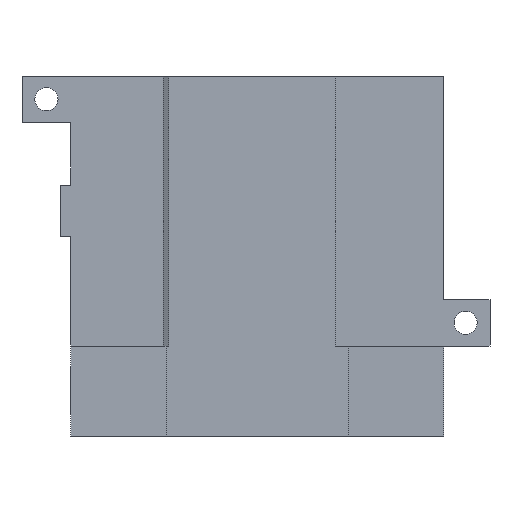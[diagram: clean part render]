
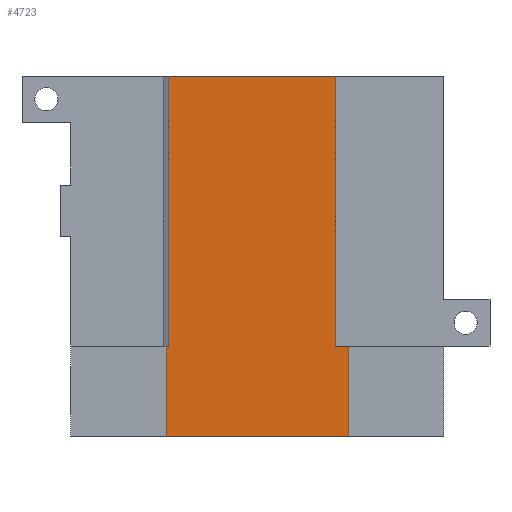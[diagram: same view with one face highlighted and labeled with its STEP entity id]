
A CAD part, front view. The second image highlights one B-rep face of the part: STEP entity #4723.
In plain terms, the highlighted planar face has unit normal (0, -1, 0).
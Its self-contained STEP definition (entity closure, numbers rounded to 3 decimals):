
#713=DIRECTION('',(-1.,0.,0.));
#714=VECTOR('',#713,35.5);
#715=CARTESIAN_POINT('',(16.612,-39.49,-17.5));
#716=LINE('',#715,#714);
#781=DIRECTION('',(-1.,0.,0.));
#782=VECTOR('',#781,0.5);
#783=CARTESIAN_POINT('',(-18.388,-39.49,0.));
#784=LINE('',#783,#782);
#785=DIRECTION('',(0.,0.,-1.));
#786=VECTOR('',#785,52.5);
#787=CARTESIAN_POINT('',(-18.388,-39.49,52.5));
#788=LINE('',#787,#786);
#789=DIRECTION('',(-1.,0.,0.));
#790=VECTOR('',#789,35.);
#791=CARTESIAN_POINT('',(16.612,-39.49,52.5));
#792=LINE('',#791,#790);
#793=DIRECTION('',(0.,0.,1.));
#794=VECTOR('',#793,70.);
#795=CARTESIAN_POINT('',(16.612,-39.49,-17.5));
#796=LINE('',#795,#794);
#805=DIRECTION('',(0.,0.,1.));
#806=VECTOR('',#805,17.5);
#807=CARTESIAN_POINT('',(-18.888,-39.49,-17.5));
#808=LINE('',#807,#806);
#3831=CARTESIAN_POINT('',(-18.388,-39.49,0.));
#3832=CARTESIAN_POINT('',(-18.888,-39.49,0.));
#3833=VERTEX_POINT('',#3831);
#3834=VERTEX_POINT('',#3832);
#3843=CARTESIAN_POINT('',(-18.388,-39.49,52.5));
#3844=VERTEX_POINT('',#3843);
#3847=CARTESIAN_POINT('',(16.612,-39.49,52.5));
#3848=VERTEX_POINT('',#3847);
#3899=CARTESIAN_POINT('',(16.612,-39.49,-17.5));
#3900=VERTEX_POINT('',#3899);
#3901=CARTESIAN_POINT('',(-18.888,-39.49,-17.5));
#3902=VERTEX_POINT('',#3901);
#4707=CARTESIAN_POINT('',(-1.138,-39.49,17.5));
#4708=DIRECTION('',(0.,1.,0.));
#4709=DIRECTION('',(1.,0.,0.));
#4710=AXIS2_PLACEMENT_3D('',#4707,#4708,#4709);
#4711=PLANE('',#4710);
#4712=ORIENTED_EDGE('',*,*,#4605,.T.);
#4714=ORIENTED_EDGE('',*,*,#4713,.T.);
#4716=ORIENTED_EDGE('',*,*,#4715,.F.);
#4717=ORIENTED_EDGE('',*,*,#4691,.F.);
#4718=ORIENTED_EDGE('',*,*,#4313,.F.);
#4720=ORIENTED_EDGE('',*,*,#4719,.F.);
#4721=EDGE_LOOP('',(#4712,#4714,#4716,#4717,#4718,#4720));
#4722=FACE_OUTER_BOUND('',#4721,.F.);
#4313=EDGE_CURVE('',#3848,#3844,#792,.T.);
#4605=EDGE_CURVE('',#3900,#3902,#716,.T.);
#4691=EDGE_CURVE('',#3844,#3833,#788,.T.);
#4713=EDGE_CURVE('',#3902,#3834,#808,.T.);
#4715=EDGE_CURVE('',#3833,#3834,#784,.T.);
#4719=EDGE_CURVE('',#3900,#3848,#796,.T.);
#4723=ADVANCED_FACE('',(#4722),#4711,.F.);
